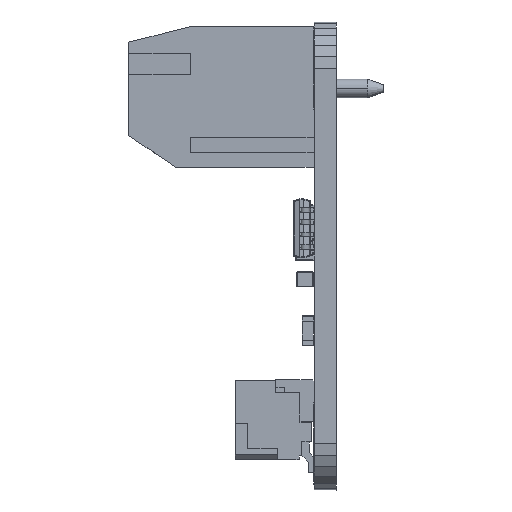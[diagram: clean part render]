
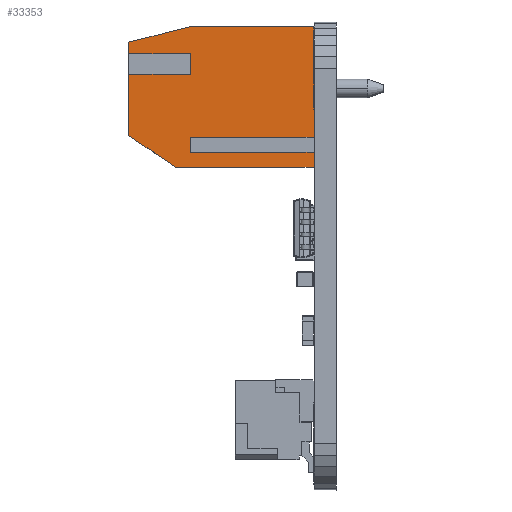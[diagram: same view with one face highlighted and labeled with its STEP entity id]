
A CAD part, left-side view. The second image highlights one B-rep face of the part: STEP entity #33353.
In plain terms, the highlighted face is planar.
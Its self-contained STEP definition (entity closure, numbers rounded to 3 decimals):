
#280 = LINE ( 'NONE', #14233, #45391 ) ;
#604 = ORIENTED_EDGE ( 'NONE', *, *, #34522, .T. ) ;
#650 = EDGE_CURVE ( 'NONE', #27591, #39884, #21260, .T. ) ;
#685 = ORIENTED_EDGE ( 'NONE', *, *, #43763, .T. ) ;
#691 = LINE ( 'NONE', #38111, #21507 ) ;
#826 = DIRECTION ( 'NONE',  ( 0., -1., 0. ) ) ;
#1747 = EDGE_CURVE ( 'NONE', #15510, #15579, #46107, .T. ) ;
#1828 = ORIENTED_EDGE ( 'NONE', *, *, #3247, .T. ) ;
#2545 = VERTEX_POINT ( 'NONE', #8665 ) ;
#3176 = CARTESIAN_POINT ( 'NONE',  ( 7.5, -3.55, 0. ) ) ;
#3247 = EDGE_CURVE ( 'NONE', #39884, #28502, #32006, .T. ) ;
#3813 = VECTOR ( 'NONE', #32534, 1000. ) ;
#3934 = CARTESIAN_POINT ( 'NONE',  ( 7.5, 1.75, 0.05 ) ) ;
#4211 = CARTESIAN_POINT ( 'NONE',  ( 7.5, -3.75, -6.6 ) ) ;
#4499 = CARTESIAN_POINT ( 'NONE',  ( 7.5, -3.75, -6.6 ) ) ;
#4624 = LINE ( 'NONE', #44920, #13337 ) ;
#5065 = VECTOR ( 'NONE', #10615, 1000. ) ;
#5408 = DIRECTION ( 'NONE',  ( 0., -1., 0. ) ) ;
#6351 = VECTOR ( 'NONE', #52121, 1000. ) ;
#6401 = CARTESIAN_POINT ( 'NONE',  ( 7.5, 2.95, 0. ) ) ;
#6447 = VERTEX_POINT ( 'NONE', #24777 ) ;
#7159 = ORIENTED_EDGE ( 'NONE', *, *, #650, .T. ) ;
#8542 = DIRECTION ( 'NONE',  ( 0., 1., 0. ) ) ;
#8665 = CARTESIAN_POINT ( 'NONE',  ( 7.5, 2.95, -6.6 ) ) ;
#9558 = ORIENTED_EDGE ( 'NONE', *, *, #21815, .T. ) ;
#10615 = DIRECTION ( 'NONE',  ( 0., -1., 0. ) ) ;
#10673 = DIRECTION ( 'NONE',  ( 0., 0.242, -0.97 ) ) ;
#10793 = VERTEX_POINT ( 'NONE', #3934 ) ;
#10807 = DIRECTION ( 'NONE',  ( 1., 0., 0. ) ) ;
#10872 = VERTEX_POINT ( 'NONE', #4499 ) ;
#11311 = FACE_OUTER_BOUND ( 'NONE', #22436, .T. ) ;
#12363 = VERTEX_POINT ( 'NONE', #49406 ) ;
#12595 = EDGE_CURVE ( 'NONE', #19494, #36759, #4624, .T. ) ;
#12904 = EDGE_CURVE ( 'NONE', #10872, #21396, #44958, .T. ) ;
#13309 = LINE ( 'NONE', #49818, #41655 ) ;
#13337 = VECTOR ( 'NONE', #17635, 1000. ) ;
#13361 = ORIENTED_EDGE ( 'NONE', *, *, #49436, .T. ) ;
#14233 = CARTESIAN_POINT ( 'NONE',  ( 7.5, 2.15, 0. ) ) ;
#14695 = LINE ( 'NONE', #29215, #22042 ) ;
#14820 = CARTESIAN_POINT ( 'NONE',  ( 7.5, 3.75, -7.4 ) ) ;
#14957 = PLANE ( 'NONE',  #20171 ) ;
#15113 = LINE ( 'NONE', #4211, #29221 ) ;
#15220 = DIRECTION ( 'NONE',  ( 0., 0., -1. ) ) ;
#15401 = CARTESIAN_POINT ( 'NONE',  ( 7.5, -3.55, 0.05 ) ) ;
#15510 = VERTEX_POINT ( 'NONE', #16262 ) ;
#15579 = VERTEX_POINT ( 'NONE', #17717 ) ;
#15698 = DIRECTION ( 'NONE',  ( 0., 0., 1. ) ) ;
#15739 = EDGE_CURVE ( 'NONE', #36759, #45471, #47937, .T. ) ;
#15890 = CARTESIAN_POINT ( 'NONE',  ( 7.5, -2.15, -9.9 ) ) ;
#16050 = CARTESIAN_POINT ( 'NONE',  ( 7.5, -2.15, 0. ) ) ;
#16182 = VECTOR ( 'NONE', #21884, 1000. ) ;
#16262 = CARTESIAN_POINT ( 'NONE',  ( 7.5, 2.15, 0. ) ) ;
#16793 = ORIENTED_EDGE ( 'NONE', *, *, #12595, .T. ) ;
#17286 = VECTOR ( 'NONE', #10673, 1000. ) ;
#17635 = DIRECTION ( 'NONE',  ( 0., 1., 0. ) ) ;
#17717 = CARTESIAN_POINT ( 'NONE',  ( 7.5, 1.75, 0. ) ) ;
#18159 = ORIENTED_EDGE ( 'NONE', *, *, #50908, .T. ) ;
#18561 = DIRECTION ( 'NONE',  ( 0., 0., 1. ) ) ;
#18850 = CARTESIAN_POINT ( 'NONE',  ( 7.5, 2.064, -9.9 ) ) ;
#19119 = CARTESIAN_POINT ( 'NONE',  ( 7.5, -1.35, 0. ) ) ;
#19469 = CARTESIAN_POINT ( 'NONE',  ( 7.5, -3.75, 0. ) ) ;
#19494 = VERTEX_POINT ( 'NONE', #41935 ) ;
#19606 = VECTOR ( 'NONE', #54438, 1000. ) ;
#19788 = EDGE_CURVE ( 'NONE', #55107, #19494, #51979, .T. ) ;
#20171 = AXIS2_PLACEMENT_3D ( 'NONE', #19469, #10807, #23752 ) ;
#20472 = LINE ( 'NONE', #50875, #6351 ) ;
#21260 = LINE ( 'NONE', #3176, #3813 ) ;
#21396 = VERTEX_POINT ( 'NONE', #26406 ) ;
#21507 = VECTOR ( 'NONE', #33545, 1000. ) ;
#21815 = EDGE_CURVE ( 'NONE', #21396, #49342, #20472, .T. ) ;
#21884 = DIRECTION ( 'NONE',  ( 0., 0., -1. ) ) ;
#22042 = VECTOR ( 'NONE', #15698, 1000. ) ;
#22436 = EDGE_LOOP ( 'NONE', ( #13361, #44057, #7159, #1828, #31511, #48673, #9558, #54965, #604, #22933, #16793, #52881, #45836, #24493, #685, #18159, #32917, #51574 ) ) ;
#22933 = ORIENTED_EDGE ( 'NONE', *, *, #19788, .T. ) ;
#23283 = EDGE_CURVE ( 'NONE', #10793, #27591, #55257, .T. ) ;
#23681 = DIRECTION ( 'NONE',  ( 0., -1., 0. ) ) ;
#23752 = DIRECTION ( 'NONE',  ( 0., 0., -1. ) ) ;
#24203 = EDGE_CURVE ( 'NONE', #28502, #10872, #28248, .T. ) ;
#24493 = ORIENTED_EDGE ( 'NONE', *, *, #43050, .T. ) ;
#24777 = CARTESIAN_POINT ( 'NONE',  ( 7.5, 2.15, -6.6 ) ) ;
#25024 = VECTOR ( 'NONE', #31639, 1000. ) ;
#25705 = CARTESIAN_POINT ( 'NONE',  ( 7.5, 3.75, 0. ) ) ;
#26406 = CARTESIAN_POINT ( 'NONE',  ( 7.5, -2.927, -9.9 ) ) ;
#26418 = CARTESIAN_POINT ( 'NONE',  ( 7.5, -3.75, 0.05 ) ) ;
#26786 = DIRECTION ( 'NONE',  ( 0., -1., 0. ) ) ;
#27591 = VERTEX_POINT ( 'NONE', #15401 ) ;
#28248 = LINE ( 'NONE', #39610, #16182 ) ;
#28502 = VERTEX_POINT ( 'NONE', #47295 ) ;
#28967 = LINE ( 'NONE', #16050, #19606 ) ;
#29013 = CARTESIAN_POINT ( 'NONE',  ( 7.5, -1.35, -6.6 ) ) ;
#29215 = CARTESIAN_POINT ( 'NONE',  ( 7.5, 1.75, 0. ) ) ;
#29221 = VECTOR ( 'NONE', #8542, 1000. ) ;
#31511 = ORIENTED_EDGE ( 'NONE', *, *, #24203, .T. ) ;
#31639 = DIRECTION ( 'NONE',  ( 0., 0.559, 0.829 ) ) ;
#31749 = CARTESIAN_POINT ( 'NONE',  ( 7.5, -3.75, -6.6 ) ) ;
#32006 = LINE ( 'NONE', #49945, #5065 ) ;
#32534 = DIRECTION ( 'NONE',  ( 0., 0., -1. ) ) ;
#32917 = ORIENTED_EDGE ( 'NONE', *, *, #52044, .T. ) ;
#33353 = ADVANCED_FACE ( 'NONE', ( #11311 ), #14957, .T. ) ;
#33545 = DIRECTION ( 'NONE',  ( 0., 0., -1. ) ) ;
#34505 = VECTOR ( 'NONE', #45276, 1000. ) ;
#34522 = EDGE_CURVE ( 'NONE', #12363, #55107, #15113, .T. ) ;
#35015 = CARTESIAN_POINT ( 'NONE',  ( 7.5, -3.55, 0. ) ) ;
#36759 = VERTEX_POINT ( 'NONE', #38739 ) ;
#38111 = CARTESIAN_POINT ( 'NONE',  ( 7.5, 2.95, 0. ) ) ;
#38388 = VERTEX_POINT ( 'NONE', #6401 ) ;
#38739 = CARTESIAN_POINT ( 'NONE',  ( 7.5, 2.064, -9.9 ) ) ;
#39433 = VECTOR ( 'NONE', #5408, 1000. ) ;
#39610 = CARTESIAN_POINT ( 'NONE',  ( 7.5, -3.75, 0. ) ) ;
#39884 = VERTEX_POINT ( 'NONE', #35015 ) ;
#40401 = CARTESIAN_POINT ( 'NONE',  ( 7.5, -3.75, -6.6 ) ) ;
#41655 = VECTOR ( 'NONE', #15220, 1000. ) ;
#41935 = CARTESIAN_POINT ( 'NONE',  ( 7.5, -1.35, -9.9 ) ) ;
#43050 = EDGE_CURVE ( 'NONE', #53629, #38388, #51324, .T. ) ;
#43763 = EDGE_CURVE ( 'NONE', #38388, #2545, #691, .T. ) ;
#44057 = ORIENTED_EDGE ( 'NONE', *, *, #23283, .T. ) ;
#44135 = LINE ( 'NONE', #40401, #39433 ) ;
#44920 = CARTESIAN_POINT ( 'NONE',  ( 7.5, -3.75, -9.9 ) ) ;
#44958 = LINE ( 'NONE', #31749, #17286 ) ;
#45172 = VECTOR ( 'NONE', #26786, 1000. ) ;
#45276 = DIRECTION ( 'NONE',  ( 0., 0., -1. ) ) ;
#45312 = VECTOR ( 'NONE', #23681, 1000. ) ;
#45391 = VECTOR ( 'NONE', #18561, 1000. ) ;
#45471 = VERTEX_POINT ( 'NONE', #14820 ) ;
#45836 = ORIENTED_EDGE ( 'NONE', *, *, #49599, .F. ) ;
#46107 = LINE ( 'NONE', #53307, #49438 ) ;
#47295 = CARTESIAN_POINT ( 'NONE',  ( 7.5, -3.75, 0. ) ) ;
#47937 = LINE ( 'NONE', #18850, #25024 ) ;
#48673 = ORIENTED_EDGE ( 'NONE', *, *, #12904, .T. ) ;
#49342 = VERTEX_POINT ( 'NONE', #15890 ) ;
#49406 = CARTESIAN_POINT ( 'NONE',  ( 7.5, -2.15, -6.6 ) ) ;
#49436 = EDGE_CURVE ( 'NONE', #15579, #10793, #14695, .T. ) ;
#49438 = VECTOR ( 'NONE', #826, 1000. ) ;
#49599 = EDGE_CURVE ( 'NONE', #53629, #45471, #13309, .T. ) ;
#49818 = CARTESIAN_POINT ( 'NONE',  ( 7.5, 3.75, 0. ) ) ;
#49945 = CARTESIAN_POINT ( 'NONE',  ( 7.5, -3.75, 0. ) ) ;
#50875 = CARTESIAN_POINT ( 'NONE',  ( 7.5, -3.75, -9.9 ) ) ;
#50908 = EDGE_CURVE ( 'NONE', #2545, #6447, #44135, .T. ) ;
#51324 = LINE ( 'NONE', #53821, #45312 ) ;
#51574 = ORIENTED_EDGE ( 'NONE', *, *, #1747, .T. ) ;
#51979 = LINE ( 'NONE', #19119, #34505 ) ;
#52044 = EDGE_CURVE ( 'NONE', #6447, #15510, #280, .T. ) ;
#52121 = DIRECTION ( 'NONE',  ( 0., 1., 0. ) ) ;
#52881 = ORIENTED_EDGE ( 'NONE', *, *, #15739, .T. ) ;
#53307 = CARTESIAN_POINT ( 'NONE',  ( 7.5, -3.75, 0. ) ) ;
#53629 = VERTEX_POINT ( 'NONE', #25705 ) ;
#53821 = CARTESIAN_POINT ( 'NONE',  ( 7.5, -3.75, 0. ) ) ;
#54438 = DIRECTION ( 'NONE',  ( 0., 0., 1. ) ) ;
#54965 = ORIENTED_EDGE ( 'NONE', *, *, #55108, .T. ) ;
#55107 = VERTEX_POINT ( 'NONE', #29013 ) ;
#55108 = EDGE_CURVE ( 'NONE', #49342, #12363, #28967, .T. ) ;
#55257 = LINE ( 'NONE', #26418, #45172 ) ;
